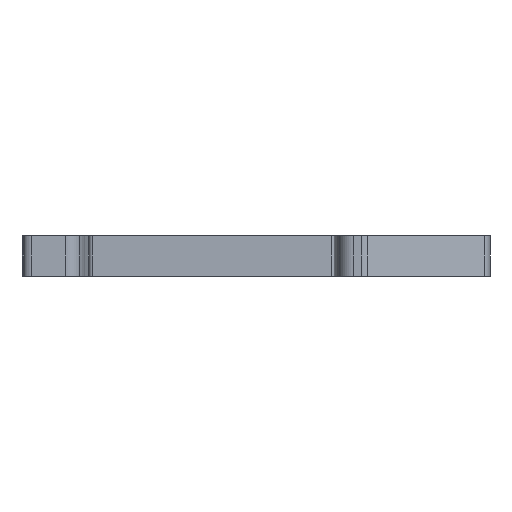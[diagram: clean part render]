
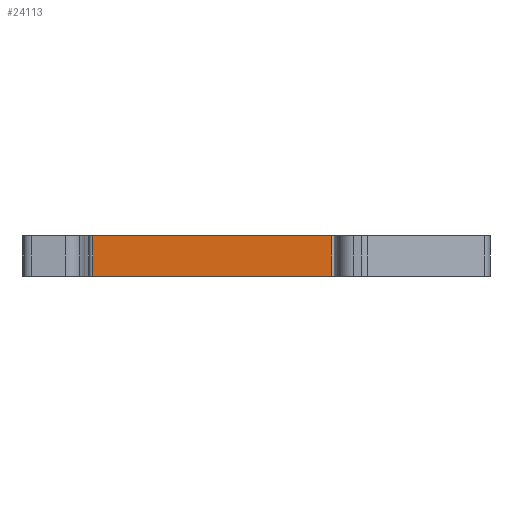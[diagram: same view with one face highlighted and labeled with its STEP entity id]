
A CAD part, front view. The second image highlights one B-rep face of the part: STEP entity #24113.
In plain terms, the highlighted planar face has unit normal (0, -1, 0).
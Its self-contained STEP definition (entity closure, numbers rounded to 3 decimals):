
#2030=DIRECTION('',(-1.,0.,0.));
#2031=VECTOR('',#2030,30.895);
#2032=CARTESIAN_POINT('',(20.7,0.,2.6));
#2033=LINE('',#2032,#2031);
#11254=DIRECTION('',(0.,0.,1.));
#11255=VECTOR('',#11254,5.2);
#11256=CARTESIAN_POINT('',(20.7,0.,-2.6));
#11257=LINE('',#11256,#11255);
#11261=DIRECTION('',(-1.,0.,0.));
#11262=VECTOR('',#11261,30.895);
#11263=CARTESIAN_POINT('',(20.7,0.,-2.6));
#11264=LINE('',#11263,#11262);
#11275=DIRECTION('',(0.,0.,-1.));
#11276=VECTOR('',#11275,5.2);
#11277=CARTESIAN_POINT('',(-10.195,0.,2.6));
#11278=LINE('',#11277,#11276);
#13515=CARTESIAN_POINT('',(20.7,0.,2.6));
#13516=VERTEX_POINT('',#13515);
#13517=CARTESIAN_POINT('',(-10.195,0.,2.6));
#13518=VERTEX_POINT('',#13517);
#14376=CARTESIAN_POINT('',(-10.195,0.,-2.6));
#14377=VERTEX_POINT('',#14376);
#14378=CARTESIAN_POINT('',(20.7,0.,-2.6));
#14379=VERTEX_POINT('',#14378);
#24101=CARTESIAN_POINT('',(5.252,0.,0.));
#24102=DIRECTION('',(0.,1.,0.));
#24103=DIRECTION('',(1.,0.,0.));
#24104=AXIS2_PLACEMENT_3D('',#24101,#24102,#24103);
#24105=PLANE('',#24104);
#24106=ORIENTED_EDGE('',*,*,#15804,.T.);
#24108=ORIENTED_EDGE('',*,*,#24107,.F.);
#24109=ORIENTED_EDGE('',*,*,#16235,.F.);
#24110=ORIENTED_EDGE('',*,*,#24094,.F.);
#24111=EDGE_LOOP('',(#24106,#24108,#24109,#24110));
#24112=FACE_OUTER_BOUND('',#24111,.F.);
#24113=ADVANCED_FACE('',(#24112),#24105,.F.);
#15804=EDGE_CURVE('',#14379,#14377,#11264,.T.);
#16235=EDGE_CURVE('',#13516,#13518,#2033,.T.);
#24094=EDGE_CURVE('',#14379,#13516,#11257,.T.);
#24107=EDGE_CURVE('',#13518,#14377,#11278,.T.);
